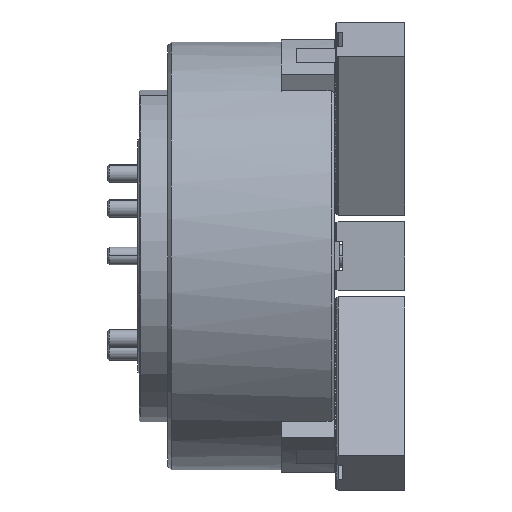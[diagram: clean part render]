
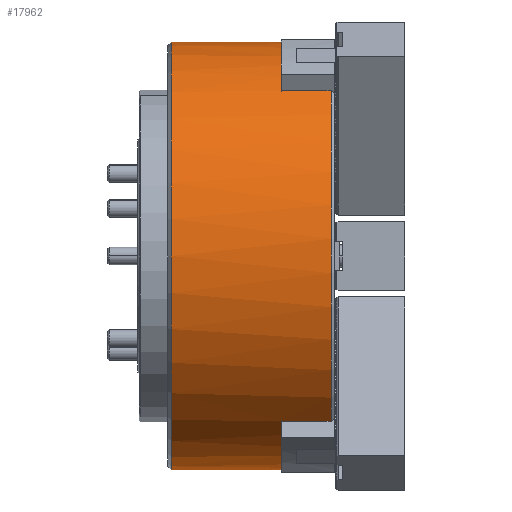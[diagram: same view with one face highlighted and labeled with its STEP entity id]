
A CAD part, front view. The second image highlights one B-rep face of the part: STEP entity #17962.
In plain terms, the highlighted cylindrical face has radius 192.5 mm (diameter 385 mm), a partial arc.
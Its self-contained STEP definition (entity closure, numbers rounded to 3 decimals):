
#482 = EDGE_CURVE ( 'NONE', #60757, #61733, #28530, .T. ) ;
#1672 = CARTESIAN_POINT ( 'NONE',  ( -48., -68.147, -180.034 ) ) ;
#1983 = VERTEX_POINT ( 'NONE', #12537 ) ;
#2166 = CIRCLE ( 'NONE', #16277, 192.5 ) ;
#2275 = DIRECTION ( 'NONE',  ( 1., 0., 0. ) ) ;
#3402 = VECTOR ( 'NONE', #51025, 1000. ) ;
#4079 = ORIENTED_EDGE ( 'NONE', *, *, #51940, .T. ) ;
#4120 = CARTESIAN_POINT ( 'NONE',  ( -3., 0., 0. ) ) ;
#4926 = VERTEX_POINT ( 'NONE', #50149 ) ;
#5236 = CARTESIAN_POINT ( 'NONE',  ( 0., -121.841, 149.034 ) ) ;
#5676 = DIRECTION ( 'NONE',  ( 1., 0., 0. ) ) ;
#6226 = AXIS2_PLACEMENT_3D ( 'NONE', #29886, #65619, #34966 ) ;
#6337 = CARTESIAN_POINT ( 'NONE',  ( -48., 0., 0. ) ) ;
#7755 = VERTEX_POINT ( 'NONE', #29920 ) ;
#7758 = EDGE_CURVE ( 'NONE', #20611, #1983, #14040, .T. ) ;
#8658 = EDGE_CURVE ( 'NONE', #41307, #4926, #53054, .T. ) ;
#9325 = DIRECTION ( 'NONE',  ( 0., 0., -1. ) ) ;
#9918 = ORIENTED_EDGE ( 'NONE', *, *, #39566, .T. ) ;
#10147 = FACE_OUTER_BOUND ( 'NONE', #15470, .T. ) ;
#10415 = DIRECTION ( 'NONE',  ( -1., 0., 0. ) ) ;
#10692 = ORIENTED_EDGE ( 'NONE', *, *, #482, .T. ) ;
#11511 = DIRECTION ( 'NONE',  ( 0., 1., 0. ) ) ;
#11742 = CIRCLE ( 'NONE', #64802, 192.5 ) ;
#12105 = VERTEX_POINT ( 'NONE', #41720 ) ;
#12537 = CARTESIAN_POINT ( 'NONE',  ( -3., 0., 192.5 ) ) ;
#12788 = DIRECTION ( 'NONE',  ( -1., 0., 0. ) ) ;
#12991 = EDGE_CURVE ( 'NONE', #61733, #12105, #11742, .T. ) ;
#14040 = CIRCLE ( 'NONE', #28626, 192.5 ) ;
#14623 = CARTESIAN_POINT ( 'NONE',  ( 0., -68.147, 180.034 ) ) ;
#15470 = EDGE_LOOP ( 'NONE', ( #35664, #36425, #57127, #9918, #10692, #57067, #23555, #63501, #17864, #23496, #4079, #62596 ) ) ;
#15908 = VECTOR ( 'NONE', #24767, 1000. ) ;
#16277 = AXIS2_PLACEMENT_3D ( 'NONE', #4120, #40030, #9325 ) ;
#17513 = LINE ( 'NONE', #14623, #15908 ) ;
#17541 = VERTEX_POINT ( 'NONE', #50683 ) ;
#17864 = ORIENTED_EDGE ( 'NONE', *, *, #35787, .T. ) ;
#17962 = ADVANCED_FACE ( 'NONE', ( #10147 ), #49299, .T. ) ;
#18783 = CARTESIAN_POINT ( 'NONE',  ( -48., 0., 0. ) ) ;
#19157 = VERTEX_POINT ( 'NONE', #57326 ) ;
#20611 = VERTEX_POINT ( 'NONE', #39080 ) ;
#21948 = VECTOR ( 'NONE', #2275, 1000. ) ;
#23496 = ORIENTED_EDGE ( 'NONE', *, *, #47278, .T. ) ;
#23555 = ORIENTED_EDGE ( 'NONE', *, *, #27717, .T. ) ;
#23985 = DIRECTION ( 'NONE',  ( 0., 1., 0. ) ) ;
#24767 = DIRECTION ( 'NONE',  ( 1., 0., 0. ) ) ;
#25149 = VECTOR ( 'NONE', #5676, 1000. ) ;
#25285 = AXIS2_PLACEMENT_3D ( 'NONE', #6337, #42204, #11511 ) ;
#27717 = EDGE_CURVE ( 'NONE', #12105, #7755, #62686, .T. ) ;
#28530 = LINE ( 'NONE', #54809, #38846 ) ;
#28626 = AXIS2_PLACEMENT_3D ( 'NONE', #60697, #30137, #65885 ) ;
#28735 = CARTESIAN_POINT ( 'NONE',  ( -48., -121.841, 149.034 ) ) ;
#29370 = CIRCLE ( 'NONE', #25285, 192.5 ) ;
#29796 = DIRECTION ( 'NONE',  ( 0., 0., -1. ) ) ;
#29886 = CARTESIAN_POINT ( 'NONE',  ( -147., 0., 0. ) ) ;
#29920 = CARTESIAN_POINT ( 'NONE',  ( -3., -121.841, -149.034 ) ) ;
#30137 = DIRECTION ( 'NONE',  ( -1., 0., 0. ) ) ;
#33922 = VERTEX_POINT ( 'NONE', #28735 ) ;
#33986 = LINE ( 'NONE', #36151, #3402 ) ;
#34966 = DIRECTION ( 'NONE',  ( 0., 0., 1. ) ) ;
#35664 = ORIENTED_EDGE ( 'NONE', *, *, #35865, .F. ) ;
#35749 = CIRCLE ( 'NONE', #49080, 192.5 ) ;
#35787 = EDGE_CURVE ( 'NONE', #17541, #33922, #55392, .T. ) ;
#35865 = EDGE_CURVE ( 'NONE', #41307, #1983, #52172, .T. ) ;
#36151 = CARTESIAN_POINT ( 'NONE',  ( 0., 0., -192.5 ) ) ;
#36425 = ORIENTED_EDGE ( 'NONE', *, *, #8658, .T. ) ;
#38846 = VECTOR ( 'NONE', #57188, 1000. ) ;
#39080 = CARTESIAN_POINT ( 'NONE',  ( -3., -68.147, 180.034 ) ) ;
#39566 = EDGE_CURVE ( 'NONE', #19157, #60757, #35749, .T. ) ;
#40030 = DIRECTION ( 'NONE',  ( -1., 0., 0. ) ) ;
#40283 = VECTOR ( 'NONE', #10415, 1000. ) ;
#41307 = VERTEX_POINT ( 'NONE', #55819 ) ;
#41720 = CARTESIAN_POINT ( 'NONE',  ( -48., -121.841, -149.034 ) ) ;
#41968 = EDGE_CURVE ( 'NONE', #4926, #19157, #33986, .T. ) ;
#42204 = DIRECTION ( 'NONE',  ( -1., 0., 0. ) ) ;
#43461 = CARTESIAN_POINT ( 'NONE',  ( -3., 0., 0. ) ) ;
#45488 = CARTESIAN_POINT ( 'NONE',  ( -48., -68.147, 180.034 ) ) ;
#46415 = CARTESIAN_POINT ( 'NONE',  ( 0., 0., 192.5 ) ) ;
#47278 = EDGE_CURVE ( 'NONE', #33922, #57074, #29370, .T. ) ;
#48525 = DIRECTION ( 'NONE',  ( 0., 0., -1. ) ) ;
#49080 = AXIS2_PLACEMENT_3D ( 'NONE', #43461, #12788, #48525 ) ;
#49299 = CYLINDRICAL_SURFACE ( 'NONE', #53234, 192.5 ) ;
#50149 = CARTESIAN_POINT ( 'NONE',  ( -147., 0., -192.5 ) ) ;
#50683 = CARTESIAN_POINT ( 'NONE',  ( -3., -121.841, 149.034 ) ) ;
#51025 = DIRECTION ( 'NONE',  ( 1., 0., 0. ) ) ;
#51940 = EDGE_CURVE ( 'NONE', #57074, #20611, #17513, .T. ) ;
#52172 = LINE ( 'NONE', #46415, #25149 ) ;
#53054 = CIRCLE ( 'NONE', #6226, 192.5 ) ;
#53234 = AXIS2_PLACEMENT_3D ( 'NONE', #60340, #55119, #29796 ) ;
#53780 = EDGE_CURVE ( 'NONE', #7755, #17541, #2166, .T. ) ;
#54442 = DIRECTION ( 'NONE',  ( -1., 0., 0. ) ) ;
#54809 = CARTESIAN_POINT ( 'NONE',  ( 0., -68.147, -180.034 ) ) ;
#54946 = CARTESIAN_POINT ( 'NONE',  ( -3., -68.147, -180.034 ) ) ;
#55119 = DIRECTION ( 'NONE',  ( 1., 0., 0. ) ) ;
#55392 = LINE ( 'NONE', #5236, #40283 ) ;
#55819 = CARTESIAN_POINT ( 'NONE',  ( -147., 0., 192.5 ) ) ;
#57067 = ORIENTED_EDGE ( 'NONE', *, *, #12991, .T. ) ;
#57074 = VERTEX_POINT ( 'NONE', #45488 ) ;
#57127 = ORIENTED_EDGE ( 'NONE', *, *, #41968, .T. ) ;
#57188 = DIRECTION ( 'NONE',  ( -1., 0., 0. ) ) ;
#57326 = CARTESIAN_POINT ( 'NONE',  ( -3., 0., -192.5 ) ) ;
#60340 = CARTESIAN_POINT ( 'NONE',  ( 0., 0., 0. ) ) ;
#60697 = CARTESIAN_POINT ( 'NONE',  ( -3., 0., 0. ) ) ;
#60757 = VERTEX_POINT ( 'NONE', #54946 ) ;
#61733 = VERTEX_POINT ( 'NONE', #1672 ) ;
#62596 = ORIENTED_EDGE ( 'NONE', *, *, #7758, .T. ) ;
#62686 = LINE ( 'NONE', #63675, #21948 ) ;
#63501 = ORIENTED_EDGE ( 'NONE', *, *, #53780, .T. ) ;
#63675 = CARTESIAN_POINT ( 'NONE',  ( 0., -121.841, -149.034 ) ) ;
#64802 = AXIS2_PLACEMENT_3D ( 'NONE', #18783, #54442, #23985 ) ;
#65619 = DIRECTION ( 'NONE',  ( 1., 0., 0. ) ) ;
#65885 = DIRECTION ( 'NONE',  ( 0., 0., -1. ) ) ;
